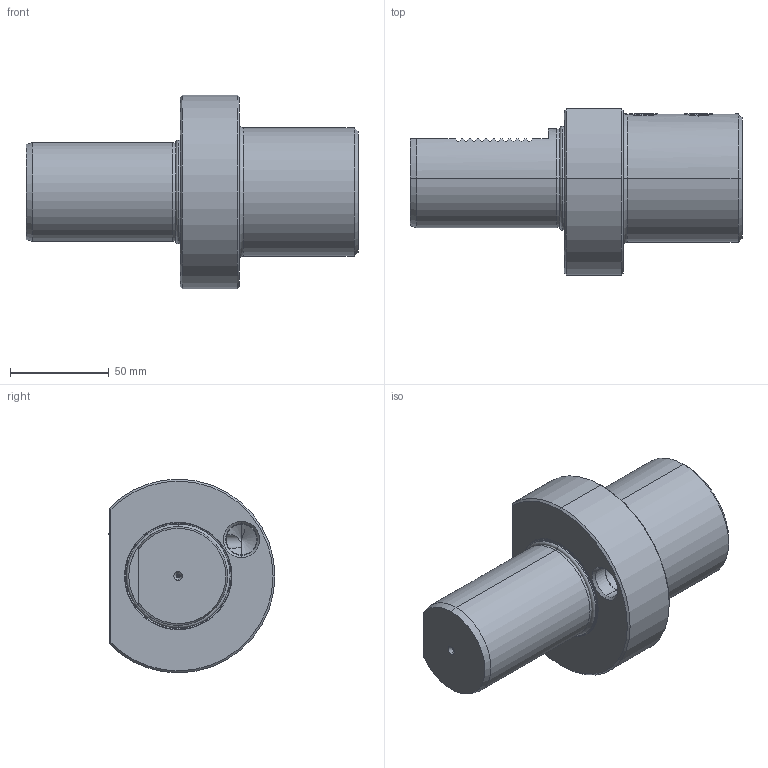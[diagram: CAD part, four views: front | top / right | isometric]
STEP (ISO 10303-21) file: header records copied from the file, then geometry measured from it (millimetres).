
FILE_DESCRIPTION (( 'STEP AP203' ), '1' );
FILE_NAME ('509.51.40.STEP', '2016-11-26T06:34:30', ( '' ), ( '' ), 'SwSTEP 2.0', 'SolidWorks 2012', '' );
FILE_SCHEMA (( 'CONFIG_CONTROL_DESIGN' ));
Products named in the file (6): 509.51.40; M16xP1x12; M16xP1x14; O型環48.7; 管螺文螺絲; VDI50       E1_40
Assembly tree (5 placements, depth 2):
  509.51.40
    VDI50       E1_40
    O型環48.7
    管螺文螺絲
    M16xP1x12
    M16xP1x14
Bounding box: 168 x 84 x 98 mm (x, y, z)
Volume: 442820.8 mm3; surface area: 64859.9 mm2
Topology: 5 solids, 5 shells, 334 faces, 911 edges, 587 vertices
Faces by surface type: cylinder 134, cone 77, plane 73, bspline 35, torus 15
Entity records: 43292 total; most frequent: CARTESIAN_POINT 35432, ORIENTED_EDGE 1810, DIRECTION 1188, EDGE_CURVE 905, VERTEX_POINT 587, AXIS2_PLACEMENT_3D 438, EDGE_LOOP 350, FACE_OUTER_BOUND 334
